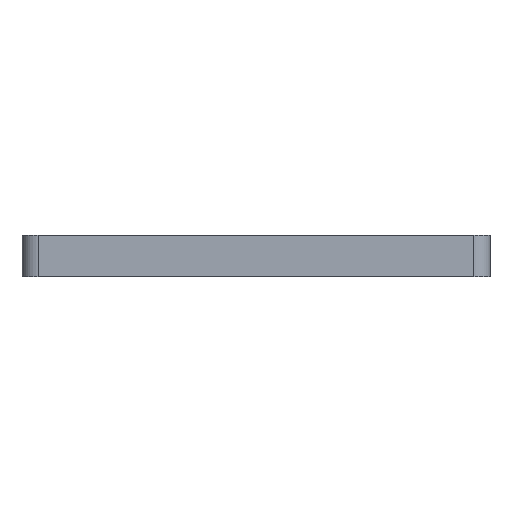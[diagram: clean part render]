
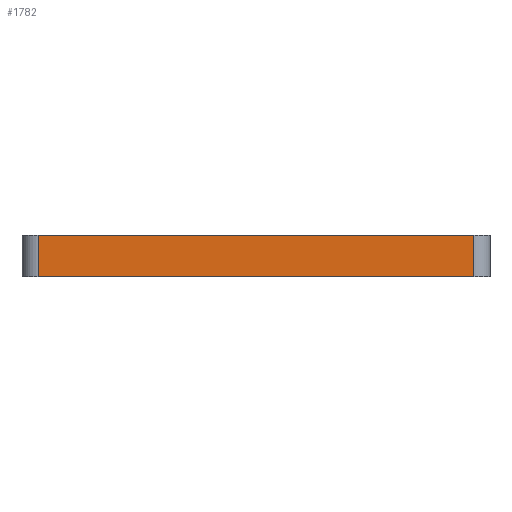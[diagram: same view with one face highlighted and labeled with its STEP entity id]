
A CAD part, left-side view. The second image highlights one B-rep face of the part: STEP entity #1782.
In plain terms, the highlighted planar face has unit normal (-1, 0, 0).
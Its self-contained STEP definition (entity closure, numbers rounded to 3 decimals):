
#12 = DIRECTION ( 'NONE',  ( 0., 0., -1. ) ) ;
#188 = VECTOR ( 'NONE', #2857, 1000. ) ;
#270 = LINE ( 'NONE', #1045, #2515 ) ;
#536 = PLANE ( 'NONE',  #2238 ) ;
#593 = CARTESIAN_POINT ( 'NONE',  ( -4., 106., 4. ) ) ;
#623 = CARTESIAN_POINT ( 'NONE',  ( -4., 0., 0. ) ) ;
#737 = VECTOR ( 'NONE', #2706, 1000. ) ;
#846 = CARTESIAN_POINT ( 'NONE',  ( -4., 106., 4. ) ) ;
#1009 = LINE ( 'NONE', #1269, #188 ) ;
#1017 = ORIENTED_EDGE ( 'NONE', *, *, #1999, .T. ) ;
#1045 = CARTESIAN_POINT ( 'NONE',  ( -4., 0., 4. ) ) ;
#1172 = ORIENTED_EDGE ( 'NONE', *, *, #1917, .T. ) ;
#1269 = CARTESIAN_POINT ( 'NONE',  ( -4., 106., 0. ) ) ;
#1325 = DIRECTION ( 'NONE',  ( 0., 0., -1. ) ) ;
#1367 = EDGE_CURVE ( 'NONE', #2324, #2142, #2169, .T. ) ;
#1592 = DIRECTION ( 'NONE',  ( 1., 0., 0. ) ) ;
#1597 = CARTESIAN_POINT ( 'NONE',  ( -4., 106., 10. ) ) ;
#1782 = ADVANCED_FACE ( 'NONE', ( #3206 ), #536, .F. ) ;
#1802 = EDGE_LOOP ( 'NONE', ( #3003, #1172, #1017, #2582 ) ) ;
#1901 = LINE ( 'NONE', #593, #737 ) ;
#1917 = EDGE_CURVE ( 'NONE', #2324, #2160, #1901, .T. ) ;
#1999 = EDGE_CURVE ( 'NONE', #2160, #2051, #1009, .T. ) ;
#2009 = CARTESIAN_POINT ( 'NONE',  ( -4., 106., 0. ) ) ;
#2051 = VERTEX_POINT ( 'NONE', #623 ) ;
#2142 = VERTEX_POINT ( 'NONE', #3258 ) ;
#2160 = VERTEX_POINT ( 'NONE', #2009 ) ;
#2169 = LINE ( 'NONE', #1597, #3328 ) ;
#2238 = AXIS2_PLACEMENT_3D ( 'NONE', #846, #1592, #1325 ) ;
#2324 = VERTEX_POINT ( 'NONE', #2377 ) ;
#2377 = CARTESIAN_POINT ( 'NONE',  ( -4., 106., 10. ) ) ;
#2515 = VECTOR ( 'NONE', #12, 1000. ) ;
#2582 = ORIENTED_EDGE ( 'NONE', *, *, #2778, .F. ) ;
#2706 = DIRECTION ( 'NONE',  ( 0., 0., -1. ) ) ;
#2778 = EDGE_CURVE ( 'NONE', #2142, #2051, #270, .T. ) ;
#2857 = DIRECTION ( 'NONE',  ( 0., -1., 0. ) ) ;
#2938 = DIRECTION ( 'NONE',  ( 0., -1., 0. ) ) ;
#3003 = ORIENTED_EDGE ( 'NONE', *, *, #1367, .F. ) ;
#3206 = FACE_OUTER_BOUND ( 'NONE', #1802, .T. ) ;
#3258 = CARTESIAN_POINT ( 'NONE',  ( -4., 0., 10. ) ) ;
#3328 = VECTOR ( 'NONE', #2938, 1000. ) ;
